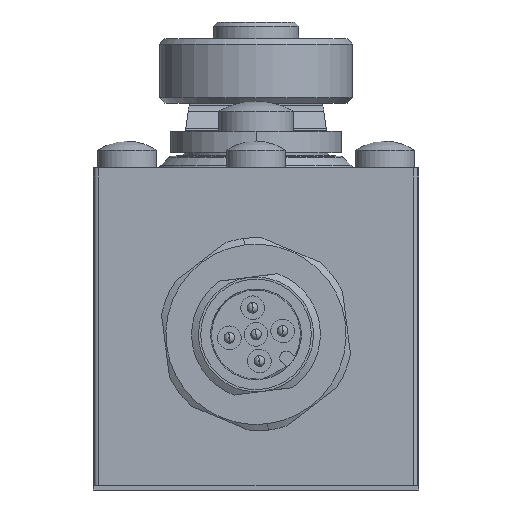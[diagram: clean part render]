
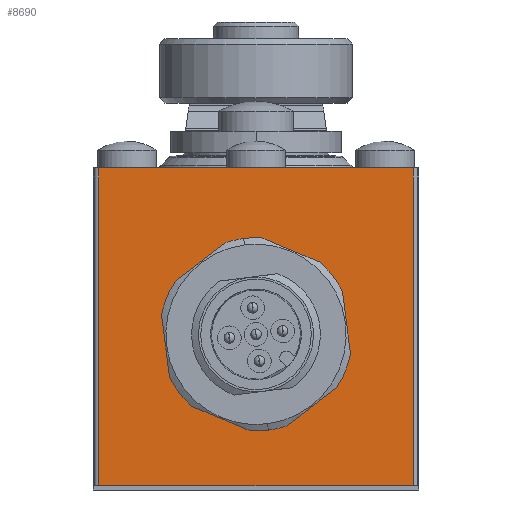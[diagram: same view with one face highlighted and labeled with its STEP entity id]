
A CAD part, front view. The second image highlights one B-rep face of the part: STEP entity #8690.
In plain terms, the highlighted planar face has unit normal (0, -1, 0).
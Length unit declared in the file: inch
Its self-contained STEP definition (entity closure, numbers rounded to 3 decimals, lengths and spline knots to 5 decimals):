
#78 = CARTESIAN_POINT ( 'NONE',  ( 0.31496, -2.14567, 0.57087 ) ) ;
#314 = VECTOR ( 'NONE', #12888, 39.37008 ) ;
#546 = DIRECTION ( 'NONE',  ( 1., 0., 0. ) ) ;
#586 = LINE ( 'NONE', #10419, #1910 ) ;
#904 = DIRECTION ( 'NONE',  ( 0., 1., 0. ) ) ;
#1062 = CARTESIAN_POINT ( 'NONE',  ( 0., -2.14567, 0.57087 ) ) ;
#1170 = VECTOR ( 'NONE', #15933, 39.37008 ) ;
#1223 = ORIENTED_EDGE ( 'NONE', *, *, #9515, .T. ) ;
#1230 = ORIENTED_EDGE ( 'NONE', *, *, #13974, .T. ) ;
#1567 = ORIENTED_EDGE ( 'NONE', *, *, #12855, .F. ) ;
#1763 = VERTEX_POINT ( 'NONE', #13239 ) ;
#1910 = VECTOR ( 'NONE', #2916, 39.37008 ) ;
#2081 = EDGE_LOOP ( 'NONE', ( #1223, #8453, #6622, #7114, #1230, #1567 ) ) ;
#2725 = DIRECTION ( 'NONE',  ( 0., 0., 1. ) ) ;
#2805 = PLANE ( 'NONE',  #11419 ) ;
#2839 = CARTESIAN_POINT ( 'NONE',  ( -0.57677, -2.14567, 0.01575 ) ) ;
#2916 = DIRECTION ( 'NONE',  ( 0., 0., -1. ) ) ;
#2997 = CARTESIAN_POINT ( 'NONE',  ( 0., -2.14567, 0.57087 ) ) ;
#3117 = EDGE_CURVE ( 'NONE', #9774, #12774, #9251, .T. ) ;
#3519 = CARTESIAN_POINT ( 'NONE',  ( -0.57677, -2.14567, 1.1811 ) ) ;
#3791 = VERTEX_POINT ( 'NONE', #15218 ) ;
#3919 = VECTOR ( 'NONE', #7814, 39.37008 ) ;
#3987 = AXIS2_PLACEMENT_3D ( 'NONE', #1062, #904, #9636 ) ;
#4037 = VECTOR ( 'NONE', #2725, 39.37008 ) ;
#4068 = CARTESIAN_POINT ( 'NONE',  ( 0.47244, -2.14567, 1.1811 ) ) ;
#4488 = CARTESIAN_POINT ( 'NONE',  ( 0.57677, -2.14567, 1.1811 ) ) ;
#4967 = CARTESIAN_POINT ( 'NONE',  ( 0.57677, -2.14567, 1.1811 ) ) ;
#5789 = ORIENTED_EDGE ( 'NONE', *, *, #15287, .T. ) ;
#5973 = CARTESIAN_POINT ( 'NONE',  ( -0.47244, -2.14567, 1.1811 ) ) ;
#6622 = ORIENTED_EDGE ( 'NONE', *, *, #8226, .T. ) ;
#6856 = EDGE_LOOP ( 'NONE', ( #5789, #13197 ) ) ;
#7114 = ORIENTED_EDGE ( 'NONE', *, *, #10496, .T. ) ;
#7194 = VERTEX_POINT ( 'NONE', #4068 ) ;
#7814 = DIRECTION ( 'NONE',  ( 1., 0., 0. ) ) ;
#7983 = VERTEX_POINT ( 'NONE', #4488 ) ;
#8007 = VERTEX_POINT ( 'NONE', #3519 ) ;
#8226 = EDGE_CURVE ( 'NONE', #7983, #7194, #10044, .T. ) ;
#8380 = CARTESIAN_POINT ( 'NONE',  ( -0.47244, -2.14567, 1.1811 ) ) ;
#8441 = LINE ( 'NONE', #2839, #3919 ) ;
#8453 = ORIENTED_EDGE ( 'NONE', *, *, #8812, .F. ) ;
#8684 = CARTESIAN_POINT ( 'NONE',  ( -0.31496, -2.14567, 0.57087 ) ) ;
#8690 = ADVANCED_FACE ( 'NONE', ( #14804, #13860 ), #2805, .T. ) ;
#8812 = EDGE_CURVE ( 'NONE', #7983, #1763, #586, .T. ) ;
#9045 = DIRECTION ( 'NONE',  ( 0., -1., 0. ) ) ;
#9251 = CIRCLE ( 'NONE', #12058, 0.31496 ) ;
#9515 = EDGE_CURVE ( 'NONE', #3791, #1763, #8441, .T. ) ;
#9636 = DIRECTION ( 'NONE',  ( 1., 0., 0. ) ) ;
#9774 = VERTEX_POINT ( 'NONE', #8684 ) ;
#10044 = LINE ( 'NONE', #4967, #10421 ) ;
#10212 = DIRECTION ( 'NONE',  ( 0., 0., -1. ) ) ;
#10419 = CARTESIAN_POINT ( 'NONE',  ( 0.57677, -2.14567, 1.1811 ) ) ;
#10421 = VECTOR ( 'NONE', #13603, 39.37008 ) ;
#10496 = EDGE_CURVE ( 'NONE', #7194, #13915, #11287, .T. ) ;
#11287 = LINE ( 'NONE', #14011, #314 ) ;
#11303 = CARTESIAN_POINT ( 'NONE',  ( -0.57677, -2.14567, 0.01575 ) ) ;
#11419 = AXIS2_PLACEMENT_3D ( 'NONE', #15054, #9045, #10212 ) ;
#12058 = AXIS2_PLACEMENT_3D ( 'NONE', #2997, #14086, #546 ) ;
#12774 = VERTEX_POINT ( 'NONE', #78 ) ;
#12795 = CIRCLE ( 'NONE', #3987, 0.31496 ) ;
#12855 = EDGE_CURVE ( 'NONE', #3791, #8007, #15632, .T. ) ;
#12888 = DIRECTION ( 'NONE',  ( -1., 0., 0. ) ) ;
#13197 = ORIENTED_EDGE ( 'NONE', *, *, #3117, .T. ) ;
#13239 = CARTESIAN_POINT ( 'NONE',  ( 0.57677, -2.14567, 0.01575 ) ) ;
#13603 = DIRECTION ( 'NONE',  ( -1., 0., 0. ) ) ;
#13853 = LINE ( 'NONE', #5973, #1170 ) ;
#13860 = FACE_OUTER_BOUND ( 'NONE', #2081, .T. ) ;
#13915 = VERTEX_POINT ( 'NONE', #8380 ) ;
#13974 = EDGE_CURVE ( 'NONE', #13915, #8007, #13853, .T. ) ;
#14011 = CARTESIAN_POINT ( 'NONE',  ( 0.47244, -2.14567, 1.1811 ) ) ;
#14086 = DIRECTION ( 'NONE',  ( 0., 1., 0. ) ) ;
#14804 = FACE_BOUND ( 'NONE', #6856, .T. ) ;
#15054 = CARTESIAN_POINT ( 'NONE',  ( 0.59646, -2.14567, 0. ) ) ;
#15218 = CARTESIAN_POINT ( 'NONE',  ( -0.57677, -2.14567, 0.01575 ) ) ;
#15287 = EDGE_CURVE ( 'NONE', #12774, #9774, #12795, .T. ) ;
#15632 = LINE ( 'NONE', #11303, #4037 ) ;
#15933 = DIRECTION ( 'NONE',  ( -1., 0., 0. ) ) ;
